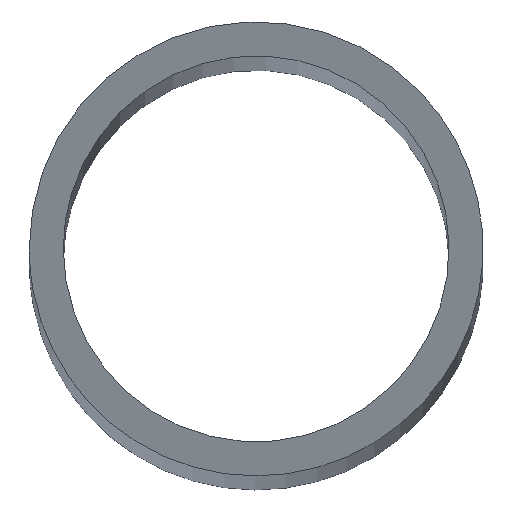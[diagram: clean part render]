
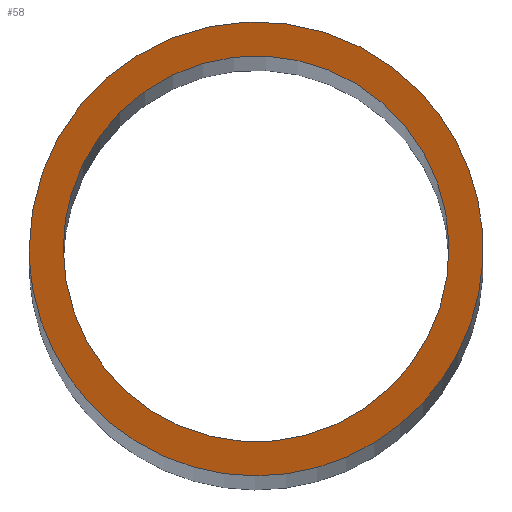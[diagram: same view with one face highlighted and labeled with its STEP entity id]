
A CAD part, top view. The second image highlights one B-rep face of the part: STEP entity #58.
In plain terms, the highlighted planar face has unit normal (-0.197, -0.151, 0.969).
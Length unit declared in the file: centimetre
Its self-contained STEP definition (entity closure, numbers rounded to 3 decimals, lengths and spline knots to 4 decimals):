
#20=FACE_BOUND('',#29,.T.);
#24=FACE_OUTER_BOUND('',#28,.T.);
#28=EDGE_LOOP('',(#48));
#29=EDGE_LOOP('',(#49));
#36=ELLIPSE('',#65,2.0645,2.);
#37=ELLIPSE('',#66,1.7548,1.7);
#40=VERTEX_POINT('',#92);
#41=VERTEX_POINT('',#94);
#44=EDGE_CURVE('',#40,#40,#36,.T.);
#45=EDGE_CURVE('',#41,#41,#37,.T.);
#48=ORIENTED_EDGE('',*,*,#44,.F.);
#49=ORIENTED_EDGE('',*,*,#45,.F.);
#56=PLANE('',#64);
#58=ADVANCED_FACE('',(#24,#20),#56,.T.);
#64=AXIS2_PLACEMENT_3D('',#91,#74,#75);
#65=AXIS2_PLACEMENT_3D('',#93,#76,#77);
#66=AXIS2_PLACEMENT_3D('',#95,#78,#79);
#74=DIRECTION('center_axis',(-0.197,-0.151,0.969));
#75=DIRECTION('ref_axis',(-0.323,-0.923,-0.209));
#76=DIRECTION('center_axis',(0.197,0.151,-0.969));
#77=DIRECTION('ref_axis',(-0.77,-0.588,-0.248));
#78=DIRECTION('center_axis',(-0.197,-0.151,0.969));
#79=DIRECTION('ref_axis',(-0.77,-0.588,-0.248));
#91=CARTESIAN_POINT('Origin',(21.6867,53.6597,35.7688));
#92=CARTESIAN_POINT('',(22.,52.,35.5744));
#93=CARTESIAN_POINT('Origin',(24.,52.,35.9812));
#94=CARTESIAN_POINT('',(22.3,52.,35.6355));
#95=CARTESIAN_POINT('Origin',(24.,52.,35.9812));
